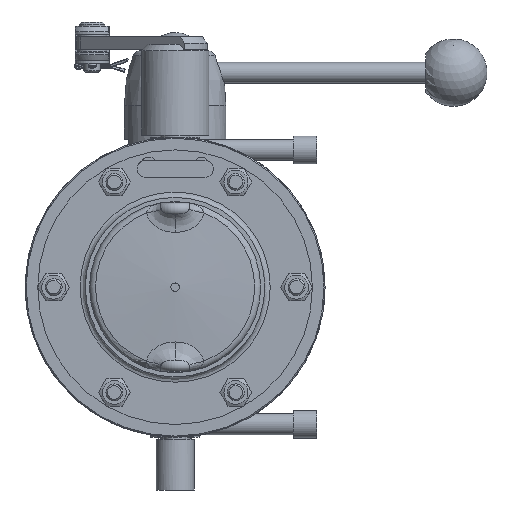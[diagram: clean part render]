
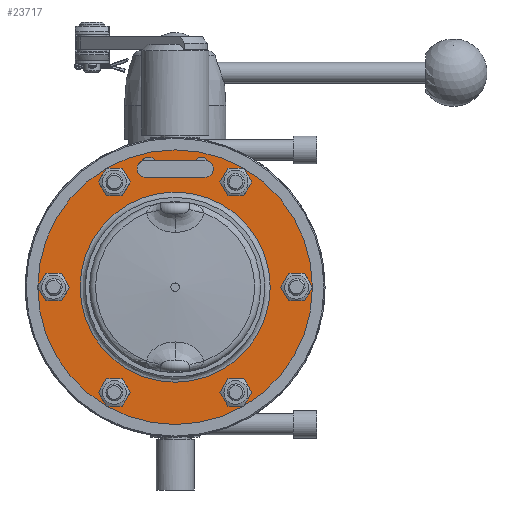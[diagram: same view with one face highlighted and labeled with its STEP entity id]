
A CAD part, left-side view. The second image highlights one B-rep face of the part: STEP entity #23717.
In plain terms, the highlighted planar face has unit normal (-1, 0, 0).
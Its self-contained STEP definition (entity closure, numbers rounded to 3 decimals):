
#6387=CARTESIAN_POINT('',(-59.7,12.514,54.4));
#6388=VERTEX_POINT('',#6387);
#6389=CARTESIAN_POINT('',(-59.7,12.514,58.));
#6390=DIRECTION('',(1.,0.,0.0));
#6391=DIRECTION('',(0.0,0.0,-1.0));
#6392=AXIS2_PLACEMENT_3D('',#6389,#6390,#6391);
#6393=CIRCLE('',#6392,3.6);
#6394=EDGE_CURVE('',#6388,#6388,#6393,.T.);
#6424=CARTESIAN_POINT('',(-59.704,-12.486,54.4));
#6425=VERTEX_POINT('',#6424);
#6426=CARTESIAN_POINT('',(-59.704,-12.486,58.));
#6427=DIRECTION('',(1.,0.,0.0));
#6428=DIRECTION('',(0.0,0.0,-1.0));
#6429=AXIS2_PLACEMENT_3D('',#6426,#6427,#6428);
#6430=CIRCLE('',#6429,3.6);
#6431=EDGE_CURVE('',#6425,#6425,#6430,.T.);
#7301=CARTESIAN_POINT('',(-59.698,25.939,54.69));
#7302=VERTEX_POINT('',#7301);
#7303=CARTESIAN_POINT('',(-59.698,28.764,49.796));
#7304=DIRECTION('',(1.,0.,0.));
#7305=DIRECTION('',(0.,-0.5,0.866));
#7306=AXIS2_PLACEMENT_3D('',#7303,#7304,#7305);
#7307=CIRCLE('',#7306,5.65);
#7308=EDGE_CURVE('',#7302,#7302,#7307,.T.);
#8179=CARTESIAN_POINT('',(-59.694,60.339,4.893));
#8180=VERTEX_POINT('',#8179);
#8181=CARTESIAN_POINT('',(-59.694,57.514,0.));
#8182=DIRECTION('',(1.,0.,0.));
#8183=DIRECTION('',(0.,0.5,0.866));
#8184=AXIS2_PLACEMENT_3D('',#8181,#8182,#8183);
#8185=CIRCLE('',#8184,5.65);
#8186=EDGE_CURVE('',#8180,#8180,#8185,.T.);
#9057=CARTESIAN_POINT('',(-59.697,34.414,-49.796));
#9058=VERTEX_POINT('',#9057);
#9059=CARTESIAN_POINT('',(-59.698,28.764,-49.796));
#9060=DIRECTION('',(1.,0.,0.0));
#9061=DIRECTION('',(0.,1.,0.0));
#9062=AXIS2_PLACEMENT_3D('',#9059,#9060,#9061);
#9063=CIRCLE('',#9062,5.65);
#9064=EDGE_CURVE('',#9058,#9058,#9063,.T.);
#9935=CARTESIAN_POINT('',(-59.706,-25.911,-54.69));
#9936=VERTEX_POINT('',#9935);
#9937=CARTESIAN_POINT('',(-59.706,-28.736,-49.796));
#9938=DIRECTION('',(1.,0.,0.));
#9939=DIRECTION('',(0.,0.5,-0.866));
#9940=AXIS2_PLACEMENT_3D('',#9937,#9938,#9939);
#9941=CIRCLE('',#9940,5.65);
#9942=EDGE_CURVE('',#9936,#9936,#9941,.T.);
#10813=CARTESIAN_POINT('',(-59.71,-60.311,-4.893));
#10814=VERTEX_POINT('',#10813);
#10815=CARTESIAN_POINT('',(-59.71,-57.486,0.));
#10816=DIRECTION('',(1.,0.,0.));
#10817=DIRECTION('',(0.,-0.5,-0.866));
#10818=AXIS2_PLACEMENT_3D('',#10815,#10816,#10817);
#10819=CIRCLE('',#10818,5.65);
#10820=EDGE_CURVE('',#10814,#10814,#10819,.T.);
#19500=CARTESIAN_POINT('',(-59.707,-34.386,49.796));
#19501=VERTEX_POINT('',#19500);
#19502=CARTESIAN_POINT('',(-59.706,-28.736,49.796));
#19503=DIRECTION('',(1.,0.,0.0));
#19504=DIRECTION('',(0.,-1.,0.0));
#19505=AXIS2_PLACEMENT_3D('',#19502,#19503,#19504);
#19506=CIRCLE('',#19505,5.65);
#19507=EDGE_CURVE('',#19501,#19501,#19506,.T.);
#23666=CARTESIAN_POINT('',(-59.709,-54.986,0.));
#23667=DIRECTION('',(-1.,0.,0.0));
#23668=DIRECTION('',(0.0,0.0,-1.0));
#23669=AXIS2_PLACEMENT_3D('',#23666,#23667,#23668);
#23670=PLANE('',#23669);
#23671=CARTESIAN_POINT('',(-59.711,-64.986,0.));
#23672=VERTEX_POINT('',#23671);
#23673=CARTESIAN_POINT('',(-59.702,0.014,0.));
#23674=DIRECTION('',(-1.,0.,0.0));
#23675=DIRECTION('',(0.,-1.,0.0));
#23676=AXIS2_PLACEMENT_3D('',#23673,#23674,#23675);
#23677=CIRCLE('',#23676,65.);
#23678=EDGE_CURVE('',#23672,#23672,#23677,.T.);
#23679=ORIENTED_EDGE('',*,*,#23678,.T.);
#23680=EDGE_LOOP('',(#23679));
#23681=FACE_OUTER_BOUND('',#23680,.T.);
#23682=ORIENTED_EDGE('',*,*,#7308,.T.);
#23683=EDGE_LOOP('',(#23682));
#23684=FACE_BOUND('',#23683,.T.);
#23685=ORIENTED_EDGE('',*,*,#8186,.T.);
#23686=EDGE_LOOP('',(#23685));
#23687=FACE_BOUND('',#23686,.T.);
#23688=ORIENTED_EDGE('',*,*,#9064,.T.);
#23689=EDGE_LOOP('',(#23688));
#23690=FACE_BOUND('',#23689,.T.);
#23691=ORIENTED_EDGE('',*,*,#9942,.T.);
#23692=EDGE_LOOP('',(#23691));
#23693=FACE_BOUND('',#23692,.T.);
#23694=ORIENTED_EDGE('',*,*,#10820,.T.);
#23695=EDGE_LOOP('',(#23694));
#23696=FACE_BOUND('',#23695,.T.);
#23697=ORIENTED_EDGE('',*,*,#19507,.T.);
#23698=EDGE_LOOP('',(#23697));
#23699=FACE_BOUND('',#23698,.T.);
#23700=ORIENTED_EDGE('',*,*,#6394,.T.);
#23701=EDGE_LOOP('',(#23700));
#23702=FACE_BOUND('',#23701,.T.);
#23703=ORIENTED_EDGE('',*,*,#6431,.T.);
#23704=EDGE_LOOP('',(#23703));
#23705=FACE_BOUND('',#23704,.T.);
#23706=CARTESIAN_POINT('',(-59.708,-44.986,0.));
#23707=VERTEX_POINT('',#23706);
#23708=CARTESIAN_POINT('',(-59.702,0.014,0.));
#23709=DIRECTION('',(-1.,0.,0.0));
#23710=DIRECTION('',(0.,-1.,0.0));
#23711=AXIS2_PLACEMENT_3D('',#23708,#23709,#23710);
#23712=CIRCLE('',#23711,45.0);
#23713=EDGE_CURVE('',#23707,#23707,#23712,.T.);
#23714=ORIENTED_EDGE('',*,*,#23713,.F.);
#23715=EDGE_LOOP('',(#23714));
#23716=FACE_BOUND('',#23715,.T.);
#23717=ADVANCED_FACE('',(#23681,#23684,#23687,#23690,#23693,#23696,#23699,#23702,#23705,#23716),#23670,.T.);
